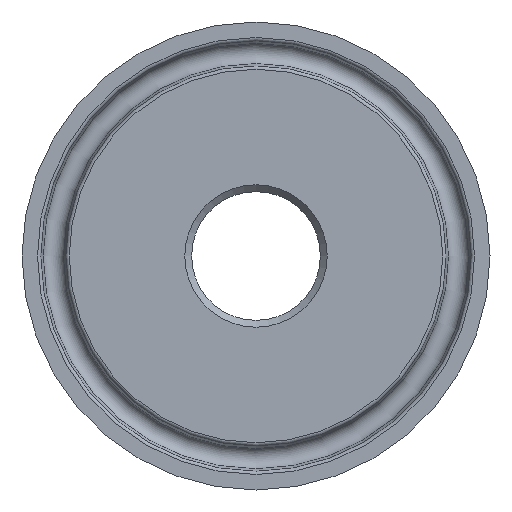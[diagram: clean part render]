
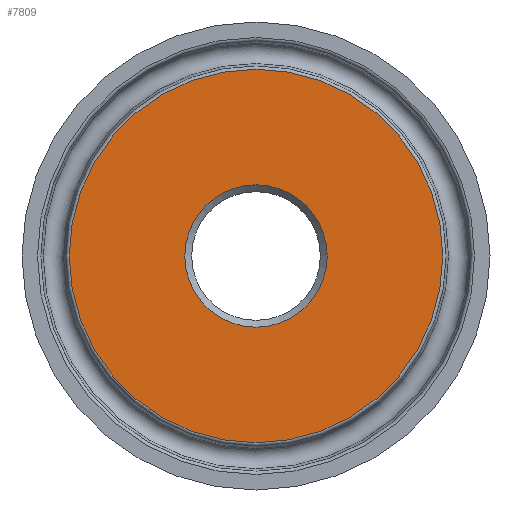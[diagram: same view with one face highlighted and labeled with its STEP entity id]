
A CAD part, left-side view. The second image highlights one B-rep face of the part: STEP entity #7809.
In plain terms, the highlighted planar face has unit normal (-1, 0, 0).
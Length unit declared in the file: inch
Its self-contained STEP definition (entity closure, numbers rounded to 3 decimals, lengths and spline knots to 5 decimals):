
#107=FACE_BOUND('',#1400,.T.);
#296=PLANE('',#8259);
#923=FACE_OUTER_BOUND('',#1399,.T.);
#1399=EDGE_LOOP('',(#7294));
#1400=EDGE_LOOP('',(#7295));
#1598=CIRCLE('',#8258,0.30184);
#1599=CIRCLE('',#8260,0.79165);
#3834=VERTEX_POINT('',#17345);
#3835=VERTEX_POINT('',#17348);
#4993=EDGE_CURVE('',#3834,#3834,#1598,.T.);
#4994=EDGE_CURVE('',#3835,#3835,#1599,.T.);
#7294=ORIENTED_EDGE('',*,*,#4994,.F.);
#7295=ORIENTED_EDGE('',*,*,#4993,.F.);
#7809=ADVANCED_FACE('',(#923,#107),#296,.T.);
#8258=AXIS2_PLACEMENT_3D('',#17346,#9675,#9676);
#8259=AXIS2_PLACEMENT_3D('',#17347,#9677,#9678);
#8260=AXIS2_PLACEMENT_3D('',#17349,#9679,#9680);
#9675=DIRECTION('center_axis',(-1.,0.,0.));
#9676=DIRECTION('ref_axis',(0.,-1.,0.));
#9677=DIRECTION('center_axis',(-1.,0.,0.));
#9678=DIRECTION('ref_axis',(0.,0.,1.));
#9679=DIRECTION('center_axis',(1.,0.,0.));
#9680=DIRECTION('ref_axis',(0.,-1.,0.));
#17345=CARTESIAN_POINT('',(0.,0.30184,0.));
#17346=CARTESIAN_POINT('Origin',(0.,0.,0.));
#17347=CARTESIAN_POINT('Origin',(0.,0.53671,
0.));
#17348=CARTESIAN_POINT('',(0.,0.79165,0.));
#17349=CARTESIAN_POINT('Origin',(0.,0.,0.));
